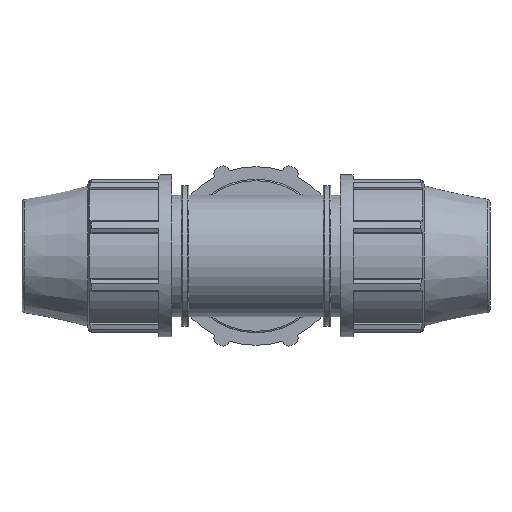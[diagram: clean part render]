
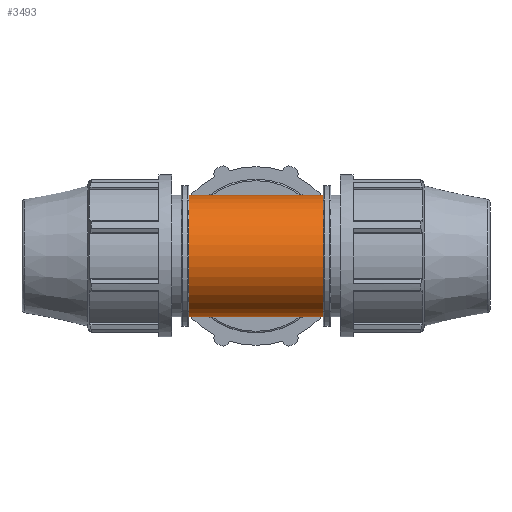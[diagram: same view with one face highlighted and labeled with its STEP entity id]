
A CAD part, front view. The second image highlights one B-rep face of the part: STEP entity #3493.
In plain terms, the highlighted cylindrical face has radius 20.25 mm (diameter 40.5 mm), a full revolution.
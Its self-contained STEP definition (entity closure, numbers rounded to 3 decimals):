
#789=FACE_BOUND('',#1048,.T.);
#790=FACE_BOUND('',#1049,.T.);
#845=ELLIPSE('',#3695,28.638,20.25);
#846=ELLIPSE('',#3696,28.638,20.25);
#849=FACE_OUTER_BOUND('',#1047,.T.);
#1047=EDGE_LOOP('',(#2275));
#1048=EDGE_LOOP('',(#2276,#2277));
#1049=EDGE_LOOP('',(#2278));
#1301=CIRCLE('',#3694,20.25);
#1302=CIRCLE('',#3697,20.25);
#1447=VERTEX_POINT('',#5029);
#1448=VERTEX_POINT('',#5031);
#1449=VERTEX_POINT('',#5032);
#1450=VERTEX_POINT('',#5035);
#1789=EDGE_CURVE('',#1447,#1447,#1301,.T.);
#1790=EDGE_CURVE('',#1448,#1449,#845,.T.);
#1791=EDGE_CURVE('',#1449,#1448,#846,.T.);
#1792=EDGE_CURVE('',#1450,#1450,#1302,.T.);
#2275=ORIENTED_EDGE('',*,*,#1789,.T.);
#2276=ORIENTED_EDGE('',*,*,#1790,.T.);
#2277=ORIENTED_EDGE('',*,*,#1791,.T.);
#2278=ORIENTED_EDGE('',*,*,#1792,.F.);
#3247=CYLINDRICAL_SURFACE('',#3693,20.25);
#3493=ADVANCED_FACE('',(#849,#789,#790),#3247,.T.);
#3693=AXIS2_PLACEMENT_3D('',#5028,#4043,#4044);
#3694=AXIS2_PLACEMENT_3D('',#5030,#4045,#4046);
#3695=AXIS2_PLACEMENT_3D('',#5033,#4047,#4048);
#3696=AXIS2_PLACEMENT_3D('',#5034,#4049,#4050);
#3697=AXIS2_PLACEMENT_3D('',#5036,#4051,#4052);
#4043=DIRECTION('center_axis',(1.,0.,0.));
#4044=DIRECTION('ref_axis',(0.,1.,0.));
#4045=DIRECTION('center_axis',(1.,0.,0.));
#4046=DIRECTION('ref_axis',(0.,0.,-1.));
#4047=DIRECTION('center_axis',(0.707,-0.707,0.));
#4048=DIRECTION('ref_axis',(-0.707,-0.707,0.));
#4049=DIRECTION('center_axis',(-0.707,-0.707,0.));
#4050=DIRECTION('ref_axis',(-0.707,0.707,0.));
#4051=DIRECTION('center_axis',(1.,0.,0.));
#4052=DIRECTION('ref_axis',(0.,0.,-1.));
#5028=CARTESIAN_POINT('Origin',(-20.02,0.,0.));
#5029=CARTESIAN_POINT('',(-22.36,20.25,0.));
#5030=CARTESIAN_POINT('Origin',(-22.36,0.,0.));
#5031=CARTESIAN_POINT('',(0.,0.,-20.25));
#5032=CARTESIAN_POINT('',(0.,0.,20.25));
#5033=CARTESIAN_POINT('Origin',(0.,0.,0.));
#5034=CARTESIAN_POINT('Origin',(0.,0.,0.));
#5035=CARTESIAN_POINT('',(22.36,20.25,0.));
#5036=CARTESIAN_POINT('Origin',(22.36,0.,0.));
